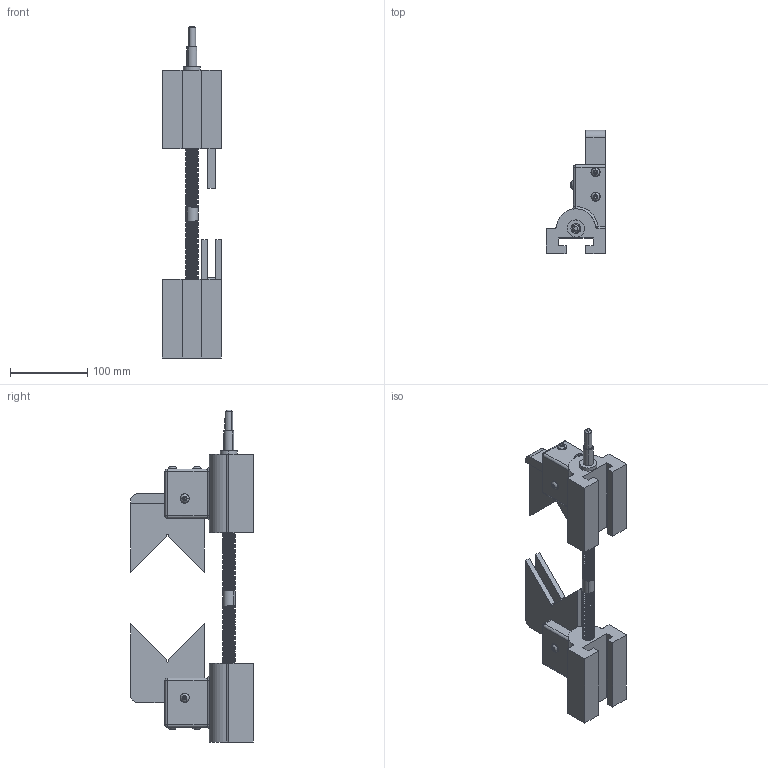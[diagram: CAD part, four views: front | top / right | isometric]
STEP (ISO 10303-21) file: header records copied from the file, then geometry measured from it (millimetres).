
FILE_DESCRIPTION (( 'STEP AP214' ), '1' );
FILE_NAME ('100221.STEP', '2025-08-24T21:02:30', ( '' ), ( '' ), 'SwSTEP 2.0', 'SolidWorks 2025', '' );
FILE_SCHEMA (( 'AUTOMOTIVE_DESIGN' ));
Length unit declared in the file: inch
Products named in the file (12): 100215; 100216; socket button head cap screw_ai_SBHCSCREW 0.25-20x1.875-HX-N; 100210; 100214; 100207; woodruff key_ai_AI KEYS Woodruff R B17.2-304; socket button head cap screw_ai_SBHCSCREW 0.25-20x1.625-HX-N; 100221; 100203; 100204; 100206
Assembly tree (15 placements, depth 3):
  100221
    100210
    100203
      100206
      100214
      socket button head cap screw_ai_SBHCSCREW 0.25-20x1.625-HX-N
      socket button head cap screw_ai_SBHCSCREW 0.25-20x1.875-HX-N  x2
    100215
      100207
      100204
      socket button head cap screw_ai_SBHCSCREW 0.25-20x1.625-HX-N
      socket button head cap screw_ai_SBHCSCREW 0.25-20x1.875-HX-N  x2
    woodruff key_ai_AI KEYS Woodruff R B17.2-304
    100216
Bounding box: 76.45 x 158.75 x 428.64 mm (x, y, z)
Volume: 1100506.6 mm3; surface area: 209885 mm2
Topology: 13 solids, 13 shells, 627 faces, 1623 edges, 1019 vertices
Faces by surface type: cylinder 343, plane 186, cone 54, sphere 26, bspline 10, torus 8
Entity records: 29649 total; most frequent: CARTESIAN_POINT 17441, ORIENTED_EDGE 2762, DIRECTION 2244, EDGE_CURVE 1381, VERTEX_POINT 887, AXIS2_PLACEMENT_3D 818, LINE 608, VECTOR 608
